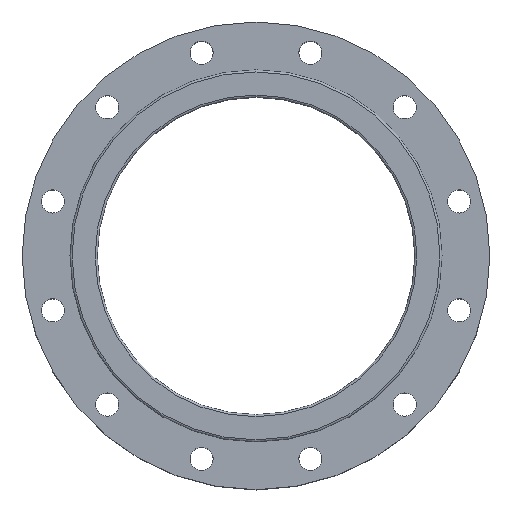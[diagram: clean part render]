
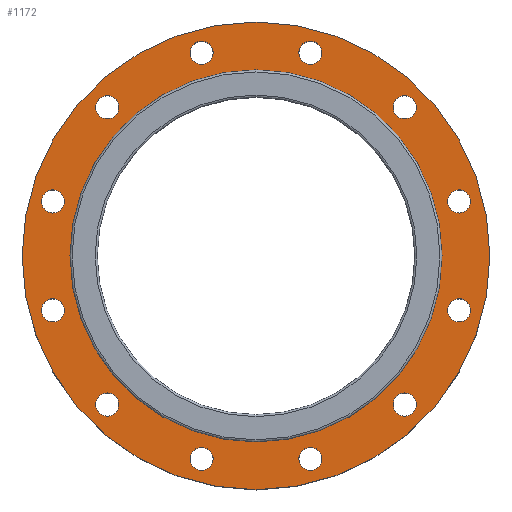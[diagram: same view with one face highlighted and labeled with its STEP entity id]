
A CAD part, top view. The second image highlights one B-rep face of the part: STEP entity #1172.
In plain terms, the highlighted face is planar.
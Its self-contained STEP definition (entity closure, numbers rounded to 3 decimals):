
#38=FACE_BOUND('',#293,.T.);
#39=FACE_BOUND('',#294,.T.);
#40=FACE_BOUND('',#295,.T.);
#41=FACE_BOUND('',#296,.T.);
#42=FACE_BOUND('',#297,.T.);
#43=FACE_BOUND('',#298,.T.);
#44=FACE_BOUND('',#299,.T.);
#45=FACE_BOUND('',#300,.T.);
#46=FACE_BOUND('',#301,.T.);
#47=FACE_BOUND('',#302,.T.);
#48=FACE_BOUND('',#303,.T.);
#49=FACE_BOUND('',#304,.T.);
#50=FACE_BOUND('',#305,.T.);
#72=PLANE('',#1429);
#219=FACE_OUTER_BOUND('',#292,.T.);
#292=EDGE_LOOP('',(#1010));
#293=EDGE_LOOP('',(#1011));
#294=EDGE_LOOP('',(#1012));
#295=EDGE_LOOP('',(#1013));
#296=EDGE_LOOP('',(#1014));
#297=EDGE_LOOP('',(#1015));
#298=EDGE_LOOP('',(#1016));
#299=EDGE_LOOP('',(#1017));
#300=EDGE_LOOP('',(#1018));
#301=EDGE_LOOP('',(#1019));
#302=EDGE_LOOP('',(#1020));
#303=EDGE_LOOP('',(#1021));
#304=EDGE_LOOP('',(#1022));
#305=EDGE_LOOP('',(#1023));
#423=CIRCLE('',#1392,11.);
#425=CIRCLE('',#1395,11.);
#427=CIRCLE('',#1398,11.);
#429=CIRCLE('',#1401,11.);
#431=CIRCLE('',#1404,11.);
#433=CIRCLE('',#1407,11.);
#435=CIRCLE('',#1410,11.);
#437=CIRCLE('',#1413,11.);
#439=CIRCLE('',#1416,11.);
#441=CIRCLE('',#1419,11.);
#443=CIRCLE('',#1422,11.);
#445=CIRCLE('',#1425,11.);
#446=CIRCLE('',#1427,222.5);
#448=CIRCLE('',#1430,177.);
#542=VERTEX_POINT('',#2141);
#544=VERTEX_POINT('',#2147);
#546=VERTEX_POINT('',#2153);
#548=VERTEX_POINT('',#2159);
#550=VERTEX_POINT('',#2165);
#552=VERTEX_POINT('',#2171);
#554=VERTEX_POINT('',#2177);
#556=VERTEX_POINT('',#2183);
#558=VERTEX_POINT('',#2189);
#560=VERTEX_POINT('',#2195);
#562=VERTEX_POINT('',#2201);
#564=VERTEX_POINT('',#2207);
#565=VERTEX_POINT('',#2211);
#567=VERTEX_POINT('',#2217);
#689=EDGE_CURVE('',#542,#542,#423,.T.);
#692=EDGE_CURVE('',#544,#544,#425,.T.);
#695=EDGE_CURVE('',#546,#546,#427,.T.);
#698=EDGE_CURVE('',#548,#548,#429,.T.);
#701=EDGE_CURVE('',#550,#550,#431,.T.);
#704=EDGE_CURVE('',#552,#552,#433,.T.);
#707=EDGE_CURVE('',#554,#554,#435,.T.);
#710=EDGE_CURVE('',#556,#556,#437,.T.);
#713=EDGE_CURVE('',#558,#558,#439,.T.);
#716=EDGE_CURVE('',#560,#560,#441,.T.);
#719=EDGE_CURVE('',#562,#562,#443,.T.);
#722=EDGE_CURVE('',#564,#564,#445,.T.);
#723=EDGE_CURVE('',#565,#565,#446,.T.);
#726=EDGE_CURVE('',#567,#567,#448,.T.);
#1010=ORIENTED_EDGE('',*,*,#723,.T.);
#1011=ORIENTED_EDGE('',*,*,#689,.T.);
#1012=ORIENTED_EDGE('',*,*,#692,.T.);
#1013=ORIENTED_EDGE('',*,*,#695,.T.);
#1014=ORIENTED_EDGE('',*,*,#698,.T.);
#1015=ORIENTED_EDGE('',*,*,#701,.T.);
#1016=ORIENTED_EDGE('',*,*,#704,.T.);
#1017=ORIENTED_EDGE('',*,*,#707,.T.);
#1018=ORIENTED_EDGE('',*,*,#710,.T.);
#1019=ORIENTED_EDGE('',*,*,#713,.T.);
#1020=ORIENTED_EDGE('',*,*,#716,.T.);
#1021=ORIENTED_EDGE('',*,*,#719,.T.);
#1022=ORIENTED_EDGE('',*,*,#722,.T.);
#1023=ORIENTED_EDGE('',*,*,#726,.F.);
#1172=ADVANCED_FACE('',(#219,#38,#39,#40,#41,#42,#43,#44,#45,#46,#47,#48,
#49,#50),#72,.T.);
#1392=AXIS2_PLACEMENT_3D('',#2143,#1752,#1753);
#1395=AXIS2_PLACEMENT_3D('',#2149,#1759,#1760);
#1398=AXIS2_PLACEMENT_3D('',#2155,#1766,#1767);
#1401=AXIS2_PLACEMENT_3D('',#2161,#1773,#1774);
#1404=AXIS2_PLACEMENT_3D('',#2167,#1780,#1781);
#1407=AXIS2_PLACEMENT_3D('',#2173,#1787,#1788);
#1410=AXIS2_PLACEMENT_3D('',#2179,#1794,#1795);
#1413=AXIS2_PLACEMENT_3D('',#2185,#1801,#1802);
#1416=AXIS2_PLACEMENT_3D('',#2191,#1808,#1809);
#1419=AXIS2_PLACEMENT_3D('',#2197,#1815,#1816);
#1422=AXIS2_PLACEMENT_3D('',#2203,#1822,#1823);
#1425=AXIS2_PLACEMENT_3D('',#2209,#1829,#1830);
#1427=AXIS2_PLACEMENT_3D('',#2212,#1833,#1834);
#1429=AXIS2_PLACEMENT_3D('',#2216,#1838,#1839);
#1430=AXIS2_PLACEMENT_3D('',#2218,#1840,#1841);
#1752=DIRECTION('center_axis',(0.,1.,0.));
#1753=DIRECTION('ref_axis',(-0.866,0.,0.5));
#1759=DIRECTION('center_axis',(0.,1.,0.));
#1760=DIRECTION('ref_axis',(-0.5,0.,0.866));
#1766=DIRECTION('center_axis',(0.,1.,0.));
#1767=DIRECTION('ref_axis',(0.,0.,1.));
#1773=DIRECTION('center_axis',(0.,1.,0.));
#1774=DIRECTION('ref_axis',(0.5,0.,0.866));
#1780=DIRECTION('center_axis',(0.,1.,0.));
#1781=DIRECTION('ref_axis',(0.866,0.,0.5));
#1787=DIRECTION('center_axis',(0.,1.,0.));
#1788=DIRECTION('ref_axis',(1.,0.,0.));
#1794=DIRECTION('center_axis',(0.,1.,0.));
#1795=DIRECTION('ref_axis',(0.866,0.,-0.5));
#1801=DIRECTION('center_axis',(0.,1.,0.));
#1802=DIRECTION('ref_axis',(0.5,0.,-0.866));
#1808=DIRECTION('center_axis',(0.,1.,0.));
#1809=DIRECTION('ref_axis',(0.,0.,-1.));
#1815=DIRECTION('center_axis',(0.,1.,0.));
#1816=DIRECTION('ref_axis',(-0.5,0.,-0.866));
#1822=DIRECTION('center_axis',(0.,1.,0.));
#1823=DIRECTION('ref_axis',(-0.866,0.,-0.5));
#1829=DIRECTION('center_axis',(0.,1.,0.));
#1830=DIRECTION('ref_axis',(-1.,0.,0.));
#1833=DIRECTION('center_axis',(0.,-1.,0.));
#1834=DIRECTION('ref_axis',(1.,0.,0.));
#1838=DIRECTION('center_axis',(0.,-1.,0.));
#1839=DIRECTION('ref_axis',(0.,0.,-1.));
#1840=DIRECTION('center_axis',(0.,-1.,0.));
#1841=DIRECTION('ref_axis',(1.,0.,0.));
#2141=CARTESIAN_POINT('',(-183.659,0.,46.264));
#2143=CARTESIAN_POINT('Origin',(-193.185,0.,
51.764));
#2147=CARTESIAN_POINT('',(-135.921,0.,131.895));
#2149=CARTESIAN_POINT('Origin',(-141.421,0.,
141.421));
#2153=CARTESIAN_POINT('',(-51.764,0.,182.185));
#2155=CARTESIAN_POINT('Origin',(-51.764,0.,
193.185));
#2159=CARTESIAN_POINT('',(46.264,0.,183.659));
#2161=CARTESIAN_POINT('Origin',(51.764,0.,193.185));
#2165=CARTESIAN_POINT('',(131.895,0.,135.921));
#2167=CARTESIAN_POINT('Origin',(141.421,0.,141.421));
#2171=CARTESIAN_POINT('',(182.185,0.,51.764));
#2173=CARTESIAN_POINT('Origin',(193.185,0.,51.764));
#2177=CARTESIAN_POINT('',(183.659,0.,-46.264));
#2179=CARTESIAN_POINT('Origin',(193.185,0.,-51.764));
#2183=CARTESIAN_POINT('',(135.921,0.,-131.895));
#2185=CARTESIAN_POINT('Origin',(141.421,0.,-141.421));
#2189=CARTESIAN_POINT('',(51.764,0.,-182.185));
#2191=CARTESIAN_POINT('Origin',(51.764,0.,-193.185));
#2195=CARTESIAN_POINT('',(-46.264,0.,-183.659));
#2197=CARTESIAN_POINT('Origin',(-51.764,0.,
-193.185));
#2201=CARTESIAN_POINT('',(-131.895,0.,-135.921));
#2203=CARTESIAN_POINT('Origin',(-141.421,0.,-141.421));
#2207=CARTESIAN_POINT('',(-182.185,0.,-51.764));
#2209=CARTESIAN_POINT('Origin',(-193.185,0.,
-51.764));
#2211=CARTESIAN_POINT('',(-222.5,0.,0.));
#2212=CARTESIAN_POINT('Origin',(0.,0.,
0.));
#2216=CARTESIAN_POINT('Origin',(177.,0.,0.));
#2217=CARTESIAN_POINT('',(-177.,0.,0.));
#2218=CARTESIAN_POINT('Origin',(0.,0.,
0.));
